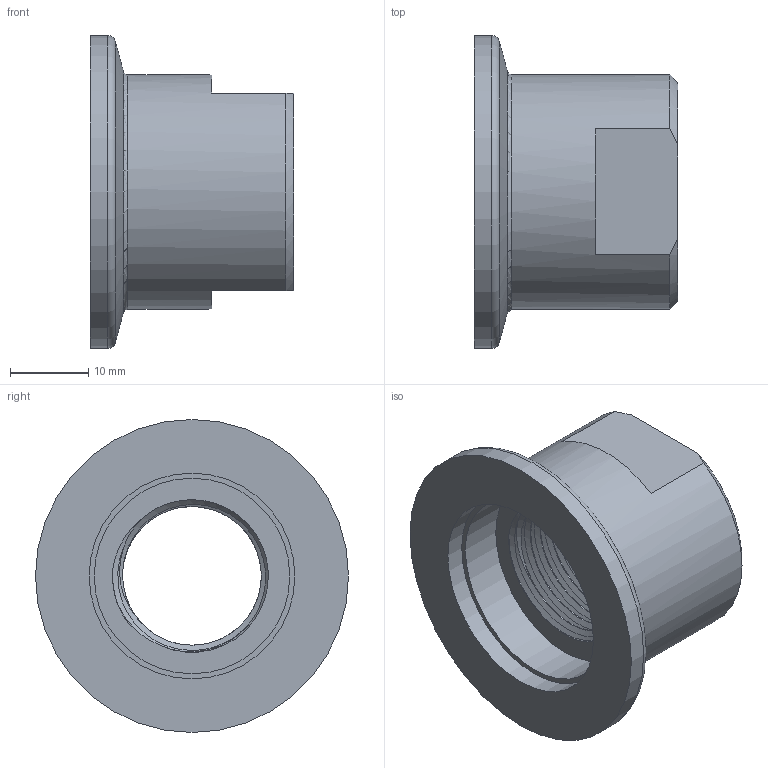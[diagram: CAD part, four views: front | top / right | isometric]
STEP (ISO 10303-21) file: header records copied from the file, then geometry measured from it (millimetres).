
FILE_DESCRIPTION (( 'STEP AP214' ), '1' );
FILE_NAME ('1KF25NF12FULLVAC.STEP', '2025-04-24T14:43:13', ( '' ), ( '' ), 'SwSTEP 2.0', 'SolidWorks 2017', '' );
FILE_SCHEMA (( 'AUTOMOTIVE_DESIGN' ));
Length unit declared in the file: millimetre
Products named in the file (1): 1KF25NF12FULLVAC
Bounding box: 26 x 40 x 40 mm (x, y, z)
Volume: 10309.8 mm3; surface area: 6866.2 mm2
Topology: 1 solids, 1 shells, 26 faces, 65 edges, 43 vertices
Faces by surface type: plane 9, cylinder 5, cone 5, bspline 5, torus 2
Full cylindrical faces by diameter (mm): 25 x1, 26.3 x1, 30 x1, 40 x1
Entity records: 8188 total; most frequent: CARTESIAN_POINT 7625, ORIENTED_EDGE 110, DIRECTION 90, EDGE_CURVE 55, AXIS2_PLACEMENT_3D 41, VERTEX_POINT 40, EDGE_LOOP 37, FACE_OUTER_BOUND 32
